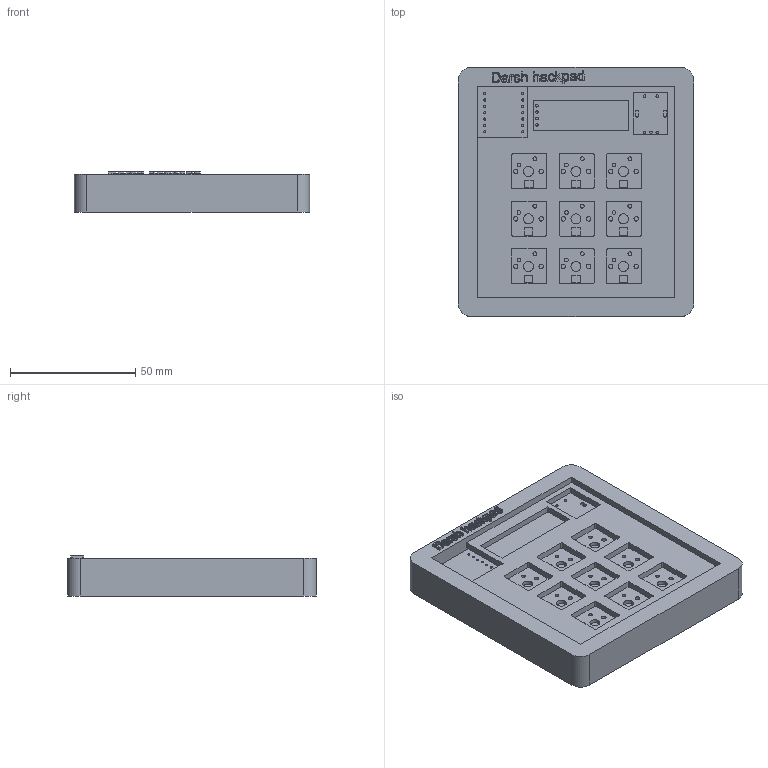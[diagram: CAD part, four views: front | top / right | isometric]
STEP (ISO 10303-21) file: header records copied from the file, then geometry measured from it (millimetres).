
FILE_DESCRIPTION(/* description */ (''),/* implementation_level */ '2;1');
FILE_NAME(/* name */ 'hackpad.step',/* time_stamp */ '2025-12-25T23:44:20-05:00',/* author */ (''),/* organization */ (''),/* preprocessor_version */ 'ST-DEVELOPER v20.1',/* originating_system */ 'Autodesk Translation Framework v14.21.0.0',/* authorisation */ '');
FILE_SCHEMA (('AUTOMOTIVE_DESIGN { 1 0 10303 214 3 1 1 }'));
Length unit declared in the file: millimetre
Products named in the file (3): hackpad; hackpad 1; hackpad_PCB
Assembly tree (2 placements, depth 3):
  hackpad
    hackpad 1
      hackpad_PCB
Bounding box: 94.12 x 99.57 x 16 mm (x, y, z)
Volume: 92546.8 mm3; surface area: 52032 mm2
Topology: 3 solids, 3 shells, 548 faces, 1569 edges, 1046 vertices
Faces by surface type: bspline 223, plane 193, cylinder 132
Full cylindrical faces by diameter (mm): 0.8 x18, 0.889 x14, 1 x9, 1.5 x18, 1.75 x18, 4 x9, 4.026 x2
Entity records: 20527 total; most frequent: CARTESIAN_POINT 6959, ORIENTED_EDGE 3138, DIRECTION 2047, EDGE_CURVE 1569, VERTEX_POINT 1046, LINE 859, VECTOR 859, EDGE_LOOP 787
